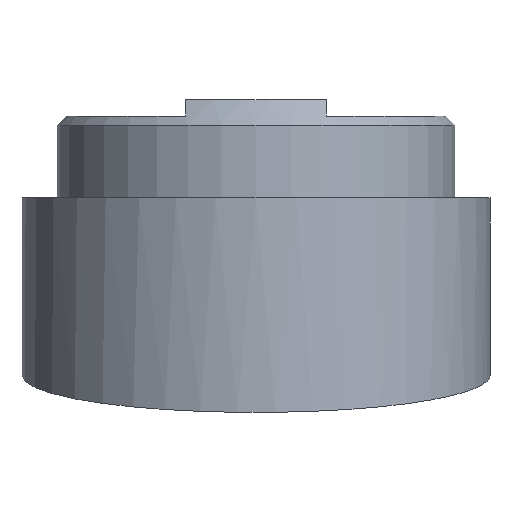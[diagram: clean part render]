
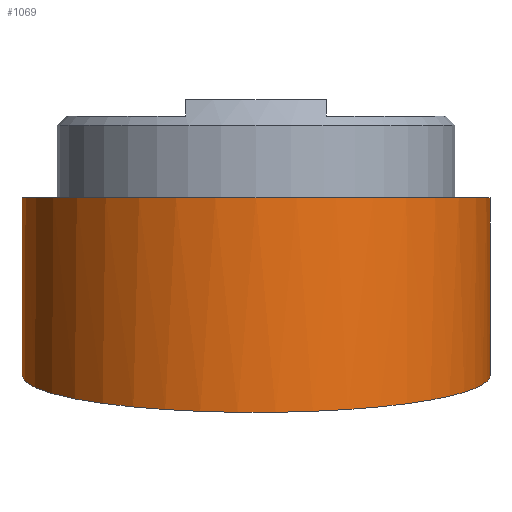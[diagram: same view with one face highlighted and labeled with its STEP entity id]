
A CAD part, left-side view. The second image highlights one B-rep face of the part: STEP entity #1069.
In plain terms, the highlighted cylindrical face has radius 10 mm (diameter 20 mm), a partial arc.
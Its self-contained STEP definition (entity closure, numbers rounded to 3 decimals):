
#69 = EDGE_CURVE ( 'NONE', #633, #754, #422, .T. ) ;
#102 = CARTESIAN_POINT ( 'NONE',  ( 3.5, 0., 0. ) ) ;
#107 =( BOUNDED_CURVE ( )  B_SPLINE_CURVE ( 3, ( #372, #688, #288, #396 ),
 .UNSPECIFIED., .F., .F. ) 
 B_SPLINE_CURVE_WITH_KNOTS ( ( 4, 4 ),
 ( 1.571, 4.712 ),
 .UNSPECIFIED. ) 
 CURVE ( )  GEOMETRIC_REPRESENTATION_ITEM ( )  RATIONAL_B_SPLINE_CURVE ( ( 1., 0.333, 0.333, 1. ) ) 
 REPRESENTATION_ITEM ( '' )  );
#112 = DIRECTION ( 'NONE',  ( -1., 0., 0. ) ) ;
#116 = DIRECTION ( 'NONE',  ( 0., 0., 1. ) ) ;
#222 = VERTEX_POINT ( 'NONE', #714 ) ;
#244 = CARTESIAN_POINT ( 'NONE',  ( 3.5, 0., -10. ) ) ;
#266 = CYLINDRICAL_SURFACE ( 'NONE', #971, 10. ) ;
#283 = FACE_OUTER_BOUND ( 'NONE', #903, .T. ) ;
#288 = CARTESIAN_POINT ( 'NONE',  ( 14.252, -20., 10. ) ) ;
#330 = AXIS2_PLACEMENT_3D ( 'NONE', #102, #112, #116 ) ;
#354 = CARTESIAN_POINT ( 'NONE',  ( -34.066, 0., -10. ) ) ;
#372 = CARTESIAN_POINT ( 'NONE',  ( 11.084, 0., -10. ) ) ;
#383 = VECTOR ( 'NONE', #489, 1000. ) ;
#389 = LINE ( 'NONE', #760, #383 ) ;
#396 = CARTESIAN_POINT ( 'NONE',  ( 11.084, 0., 10. ) ) ;
#422 = LINE ( 'NONE', #354, #561 ) ;
#436 = ORIENTED_EDGE ( 'NONE', *, *, #823, .T. ) ;
#462 = ORIENTED_EDGE ( 'NONE', *, *, #513, .T. ) ;
#489 = DIRECTION ( 'NONE',  ( -1., 0., 0. ) ) ;
#492 = EDGE_CURVE ( 'NONE', #754, #944, #524, .T. ) ;
#513 = EDGE_CURVE ( 'NONE', #633, #222, #107, .T. ) ;
#517 = DIRECTION ( 'NONE',  ( -1., 0., 0. ) ) ;
#524 = CIRCLE ( 'NONE', #330, 10. ) ;
#561 = VECTOR ( 'NONE', #517, 1000. ) ;
#575 = ORIENTED_EDGE ( 'NONE', *, *, #69, .F. ) ;
#633 = VERTEX_POINT ( 'NONE', #791 ) ;
#688 = CARTESIAN_POINT ( 'NONE',  ( 14.252, -20., -10. ) ) ;
#714 = CARTESIAN_POINT ( 'NONE',  ( 11.084, 0., 10. ) ) ;
#754 = VERTEX_POINT ( 'NONE', #244 ) ;
#760 = CARTESIAN_POINT ( 'NONE',  ( -34.066, 0., 10. ) ) ;
#791 = CARTESIAN_POINT ( 'NONE',  ( 11.084, 0., -10. ) ) ;
#823 = EDGE_CURVE ( 'NONE', #222, #944, #389, .T. ) ;
#903 = EDGE_LOOP ( 'NONE', ( #575, #462, #436, #1036 ) ) ;
#944 = VERTEX_POINT ( 'NONE', #1060 ) ;
#971 = AXIS2_PLACEMENT_3D ( 'NONE', #996, #1009, #979 ) ;
#979 = DIRECTION ( 'NONE',  ( 0., 0., 1. ) ) ;
#996 = CARTESIAN_POINT ( 'NONE',  ( -34.066, 0., 0. ) ) ;
#1009 = DIRECTION ( 'NONE',  ( -1., 0., 0. ) ) ;
#1036 = ORIENTED_EDGE ( 'NONE', *, *, #492, .F. ) ;
#1060 = CARTESIAN_POINT ( 'NONE',  ( 3.5, 0., 10. ) ) ;
#1069 = ADVANCED_FACE ( 'NONE', ( #283 ), #266, .T. ) ;
